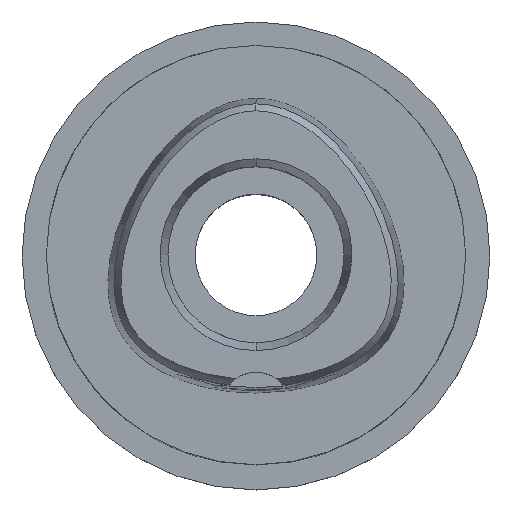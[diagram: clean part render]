
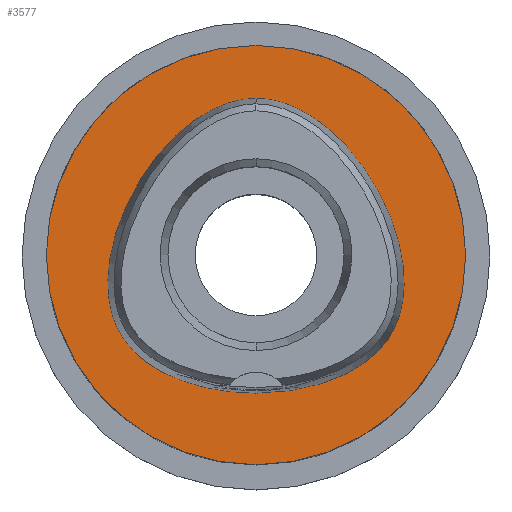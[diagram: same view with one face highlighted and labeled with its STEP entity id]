
A CAD part, top view. The second image highlights one B-rep face of the part: STEP entity #3577.
In plain terms, the highlighted planar face has unit normal (0, 0, 1).
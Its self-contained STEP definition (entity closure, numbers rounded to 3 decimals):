
#272=CARTESIAN_POINT('',(0.,0.,0.));
#273=DIRECTION('',(0.,0.,-1.));
#274=DIRECTION('',(0.,-1.,0.));
#275=AXIS2_PLACEMENT_3D('',#272,#273,#274);
#280=CARTESIAN_POINT('',(0.,0.,0.));
#281=DIRECTION('',(0.,0.,-1.));
#282=DIRECTION('',(0.,1.,0.));
#283=AXIS2_PLACEMENT_3D('',#280,#281,#282);
#288=CARTESIAN_POINT('',(0.,-16.455,0.));
#289=CARTESIAN_POINT('',(0.774,-16.455,0.));
#290=CARTESIAN_POINT('',(2.289,-16.393,
0.));
#291=CARTESIAN_POINT('',(4.49,-16.124,
0.));
#292=CARTESIAN_POINT('',(6.549,-15.698,0.));
#293=CARTESIAN_POINT('',(8.416,-15.145,0.));
#294=CARTESIAN_POINT('',(10.064,-14.497,0.));
#295=CARTESIAN_POINT('',(11.496,-13.78,0.));
#296=CARTESIAN_POINT('',(12.731,-13.012,0.));
#297=CARTESIAN_POINT('',(13.776,-12.214,0.));
#298=CARTESIAN_POINT('',(14.661,-11.389,0.));
#299=CARTESIAN_POINT('',(15.404,-10.54,0.));
#300=CARTESIAN_POINT('',(16.027,-9.657,0.));
#301=CARTESIAN_POINT('',(16.545,-8.718,0.));
#302=CARTESIAN_POINT('',(16.965,-7.714,0.));
#303=CARTESIAN_POINT('',(17.298,-6.611,0.));
#304=CARTESIAN_POINT('',(17.536,-5.394,0.));
#305=CARTESIAN_POINT('',(17.666,-4.035,0.));
#306=CARTESIAN_POINT('',(17.666,-2.532,0.));
#307=CARTESIAN_POINT('',(17.516,-0.876,0.));
#308=CARTESIAN_POINT('',(17.188,0.93,0.));
#309=CARTESIAN_POINT('',(16.663,2.865,0.));
#310=CARTESIAN_POINT('',(15.927,4.89,0.));
#311=CARTESIAN_POINT('',(14.984,6.942,0.));
#312=CARTESIAN_POINT('',(13.857,8.948,0.));
#313=CARTESIAN_POINT('',(12.583,10.837,0.));
#314=CARTESIAN_POINT('',(11.218,12.543,0.));
#315=CARTESIAN_POINT('',(9.807,14.034,0.));
#316=CARTESIAN_POINT('',(8.402,15.286,0.));
#317=CARTESIAN_POINT('',(7.032,16.308,0.));
#318=CARTESIAN_POINT('',(5.714,17.116,0.));
#319=CARTESIAN_POINT('',(4.458,17.733,0.));
#320=CARTESIAN_POINT('',(3.262,18.183,0.));
#321=CARTESIAN_POINT('',(2.123,18.486,0.));
#322=CARTESIAN_POINT('',(1.038,18.659,
0.));
#323=CARTESIAN_POINT('',(0.341,18.695,
0.));
#324=CARTESIAN_POINT('',(0.,18.695,
0.));
#329=CARTESIAN_POINT('',(0.,18.695,
0.));
#330=CARTESIAN_POINT('',(-0.342,18.695,
0.));
#331=CARTESIAN_POINT('',(-1.04,18.658,
0.));
#332=CARTESIAN_POINT('',(-2.127,18.486,
0.));
#333=CARTESIAN_POINT('',(-3.267,18.182,0.));
#334=CARTESIAN_POINT('',(-4.465,17.73,0.));
#335=CARTESIAN_POINT('',(-5.723,17.111,0.));
#336=CARTESIAN_POINT('',(-7.043,16.3,0.));
#337=CARTESIAN_POINT('',(-8.417,15.274,0.));
#338=CARTESIAN_POINT('',(-9.825,14.017,0.));
#339=CARTESIAN_POINT('',(-11.237,12.522,0.));
#340=CARTESIAN_POINT('',(-12.603,10.81,0.));
#341=CARTESIAN_POINT('',(-13.876,8.917,0.));
#342=CARTESIAN_POINT('',(-15.002,6.907,0.));
#343=CARTESIAN_POINT('',(-15.941,4.854,0.));
#344=CARTESIAN_POINT('',(-16.674,2.828,0.));
#345=CARTESIAN_POINT('',(-17.196,0.895,0.));
#346=CARTESIAN_POINT('',(-17.52,-0.909,0.));
#347=CARTESIAN_POINT('',(-17.668,-2.561,0.));
#348=CARTESIAN_POINT('',(-17.664,-4.062,0.));
#349=CARTESIAN_POINT('',(-17.532,-5.42,0.));
#350=CARTESIAN_POINT('',(-17.29,-6.642,0.));
#351=CARTESIAN_POINT('',(-16.957,-7.736,0.));
#352=CARTESIAN_POINT('',(-16.537,-8.733,0.));
#353=CARTESIAN_POINT('',(-16.029,-9.652,0.));
#354=CARTESIAN_POINT('',(-15.415,-10.526,0.));
#355=CARTESIAN_POINT('',(-14.68,-11.37,0.));
#356=CARTESIAN_POINT('',(-13.798,-12.196,0.));
#357=CARTESIAN_POINT('',(-12.748,-13.001,0.));
#358=CARTESIAN_POINT('',(-11.517,-13.769,0.));
#359=CARTESIAN_POINT('',(-10.083,-14.488,0.));
#360=CARTESIAN_POINT('',(-8.432,-15.139,0.));
#361=CARTESIAN_POINT('',(-6.564,-15.695,0.));
#362=CARTESIAN_POINT('',(-4.499,-16.123,
0.));
#363=CARTESIAN_POINT('',(-2.291,-16.392,
0.));
#364=CARTESIAN_POINT('',(-0.774,-16.455,0.));
#365=CARTESIAN_POINT('',(0.,-16.455,0.));
#2636=VERTEX_POINT('',#329);
#2637=VERTEX_POINT('',#365);
#2642=CARTESIAN_POINT('',(0.,-25.,0.));
#2643=CARTESIAN_POINT('',(0.,25.,0.));
#2644=VERTEX_POINT('',#2642);
#2645=VERTEX_POINT('',#2643);
#3561=CARTESIAN_POINT('',(0.,0.,0.));
#3562=DIRECTION('',(0.,0.,-1.));
#3563=DIRECTION('',(0.,-1.,0.));
#3564=AXIS2_PLACEMENT_3D('',#3561,#3562,#3563);
#3565=PLANE('',#3564);
#3567=ORIENTED_EDGE('',*,*,#3566,.T.);
#3569=ORIENTED_EDGE('',*,*,#3568,.T.);
#3570=EDGE_LOOP('',(#3567,#3569));
#3571=FACE_OUTER_BOUND('',#3570,.F.);
#3573=ORIENTED_EDGE('',*,*,#3572,.T.);
#3574=ORIENTED_EDGE('',*,*,#3544,.T.);
#3575=EDGE_LOOP('',(#3573,#3574));
#3576=FACE_BOUND('',#3575,.F.);
#276=CIRCLE('',#275,25.);
#284=CIRCLE('',#283,25.);
#325=B_SPLINE_CURVE_WITH_KNOTS('',3,(#288,#289,#290,#291,#292,#293,#294,#295,
#296,#297,#298,#299,#300,#301,#302,#303,#304,#305,#306,#307,#308,#309,#310,#311,
#312,#313,#314,#315,#316,#317,#318,#319,#320,#321,#322,#323,#324),.UNSPECIFIED.,
.F.,.F.,(4,1,1,1,1,1,1,1,1,1,1,1,1,1,1,1,1,1,1,1,1,1,1,1,1,1,1,1,1,1,1,1,1,1,4),
(0.,0.029,0.059,0.088,0.118,
0.147,0.176,0.206,0.235,
0.265,0.294,0.324,0.353,
0.382,0.412,0.441,0.471,0.5,
0.529,0.559,0.588,0.618,
0.647,0.676,0.706,0.735,
0.765,0.794,0.824,0.853,
0.882,0.912,0.941,0.971,1.),
.UNSPECIFIED.);
#366=B_SPLINE_CURVE_WITH_KNOTS('',3,(#329,#330,#331,#332,#333,#334,#335,#336,
#337,#338,#339,#340,#341,#342,#343,#344,#345,#346,#347,#348,#349,#350,#351,#352,
#353,#354,#355,#356,#357,#358,#359,#360,#361,#362,#363,#364,#365),.UNSPECIFIED.,
.F.,.F.,(4,1,1,1,1,1,1,1,1,1,1,1,1,1,1,1,1,1,1,1,1,1,1,1,1,1,1,1,1,1,1,1,1,1,4),
(0.,0.029,0.059,0.088,0.118,
0.147,0.176,0.206,0.235,
0.265,0.294,0.324,0.353,
0.382,0.412,0.441,0.471,0.5,
0.529,0.559,0.588,0.618,
0.647,0.676,0.706,0.735,
0.765,0.794,0.824,0.853,
0.882,0.912,0.941,0.971,1.),
.UNSPECIFIED.);
#3544=EDGE_CURVE('',#2636,#2637,#366,.T.);
#3566=EDGE_CURVE('',#2644,#2645,#276,.T.);
#3568=EDGE_CURVE('',#2645,#2644,#284,.T.);
#3572=EDGE_CURVE('',#2637,#2636,#325,.T.);
#3577=ADVANCED_FACE('',(#3571,#3576),#3565,.F.);
